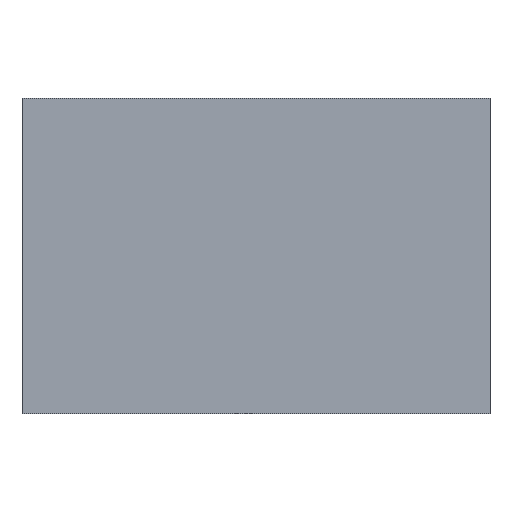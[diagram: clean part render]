
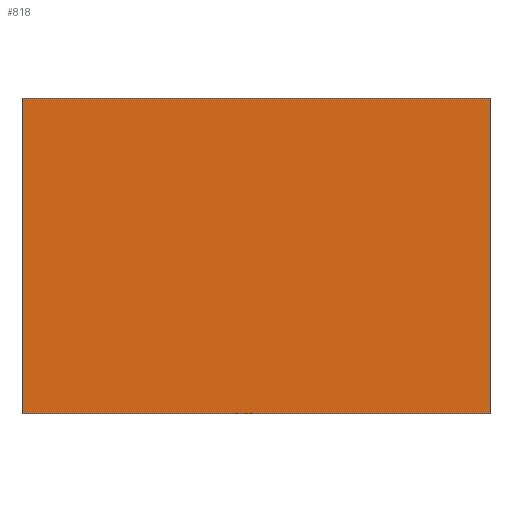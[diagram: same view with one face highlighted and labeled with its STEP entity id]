
A CAD part, front view. The second image highlights one B-rep face of the part: STEP entity #818.
In plain terms, the highlighted planar face has unit normal (0, -1, 0).
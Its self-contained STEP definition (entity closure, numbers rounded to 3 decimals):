
#68=FACE_OUTER_BOUND('',#118,.T.);
#118=EDGE_LOOP('',(#567,#568,#569,#570));
#183=LINE('',#1246,#279);
#184=LINE('',#1248,#280);
#185=LINE('',#1250,#281);
#186=LINE('',#1251,#282);
#279=VECTOR('',#985,10.);
#280=VECTOR('',#986,10.);
#281=VECTOR('',#987,10.);
#282=VECTOR('',#988,10.);
#375=VERTEX_POINT('',#1244);
#376=VERTEX_POINT('',#1245);
#377=VERTEX_POINT('',#1247);
#378=VERTEX_POINT('',#1249);
#447=EDGE_CURVE('',#375,#376,#183,.T.);
#448=EDGE_CURVE('',#377,#375,#184,.T.);
#449=EDGE_CURVE('',#378,#377,#185,.T.);
#450=EDGE_CURVE('',#376,#378,#186,.T.);
#567=ORIENTED_EDGE('',*,*,#447,.F.);
#568=ORIENTED_EDGE('',*,*,#448,.F.);
#569=ORIENTED_EDGE('',*,*,#449,.F.);
#570=ORIENTED_EDGE('',*,*,#450,.F.);
#792=PLANE('',#882);
#818=ADVANCED_FACE('',(#68),#792,.F.);
#882=AXIS2_PLACEMENT_3D('',#1243,#983,#984);
#983=DIRECTION('center_axis',(0.,1.,0.));
#984=DIRECTION('ref_axis',(1.,0.,0.));
#985=DIRECTION('',(0.,0.,1.));
#986=DIRECTION('',(-1.,0.,0.));
#987=DIRECTION('',(0.,0.,-1.));
#988=DIRECTION('',(1.,0.,0.));
#1243=CARTESIAN_POINT('Origin',(0.,0.,0.));
#1244=CARTESIAN_POINT('',(-4.675,0.,-3.151));
#1245=CARTESIAN_POINT('',(-4.675,0.,3.151));
#1246=CARTESIAN_POINT('',(-4.675,0.,-3.151));
#1247=CARTESIAN_POINT('',(4.675,0.,-3.151));
#1248=CARTESIAN_POINT('',(4.675,0.,-3.151));
#1249=CARTESIAN_POINT('',(4.675,0.,3.151));
#1250=CARTESIAN_POINT('',(4.675,0.,3.151));
#1251=CARTESIAN_POINT('',(-4.675,0.,3.151));
